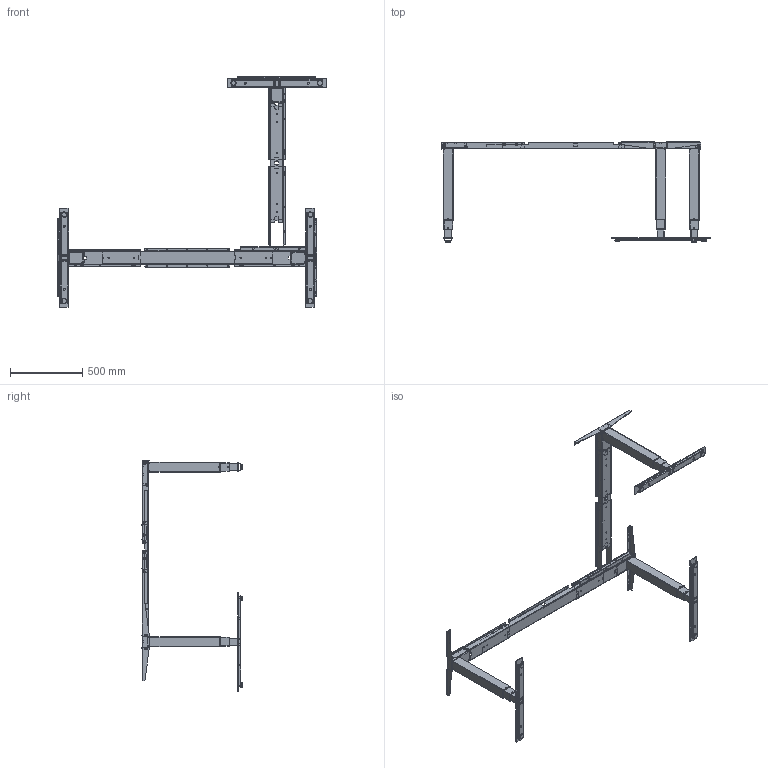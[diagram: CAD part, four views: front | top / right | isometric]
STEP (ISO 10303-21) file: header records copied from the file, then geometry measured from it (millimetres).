
FILE_DESCRIPTION (( 'STEP AP203' ), '1' );
FILE_NAME ('QU33AAxxxxxxx_Fl174_Fl115.STEP', '2017-12-08T11:19:26', ( '' ), ( '' ), 'SwSTEP 2.0', 'SolidWorks 2015', '' );
FILE_SCHEMA (( 'CONFIG_CONTROL_DESIGN' ));
Products named in the file (1): QU33AAxxxxxxx_Fl174_Fl115
Bounding box: 1866 x 694.7 x 1602.88 mm (x, y, z)
Surface area: 2989079.1 mm2 (no closed solid volume)
Topology: 0 solids, 277 shells, 2105 faces, 10818 edges, 8699 vertices
Faces by surface type: plane 1087, cylinder 746, torus 92, cone 88, sphere 51, bspline 41
Entity records: 108276 total; most frequent: CARTESIAN_POINT 26656, DIRECTION 16850, ORIENTED_EDGE 14201, EDGE_CURVE 10805, VERTEX_POINT 8699, LINE 6568, VECTOR 6568, AXIS2_PLACEMENT_3D 5141
